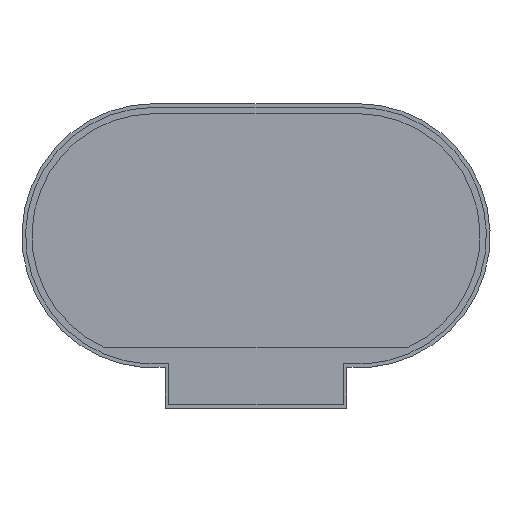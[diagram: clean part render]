
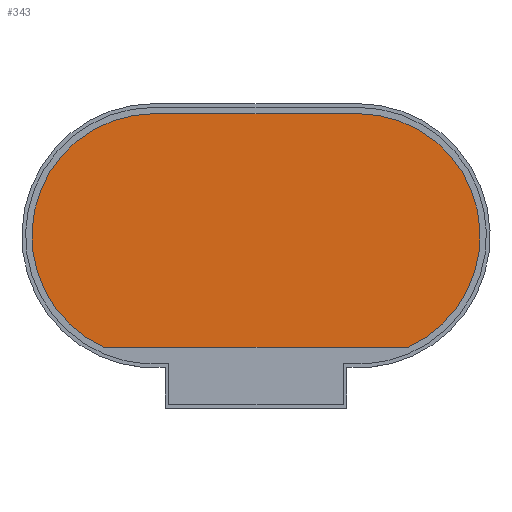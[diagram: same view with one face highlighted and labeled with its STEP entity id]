
A CAD part, top view. The second image highlights one B-rep face of the part: STEP entity #343.
In plain terms, the highlighted planar face has unit normal (0, 0, 1).
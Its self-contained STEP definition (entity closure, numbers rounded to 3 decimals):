
#18=CIRCLE('',#376,65.8);
#20=CIRCLE('',#379,65.8);
#39=FACE_OUTER_BOUND('',#59,.T.);
#59=EDGE_LOOP('',(#245,#246,#247,#248));
#79=LINE('',#515,#115);
#84=LINE('',#531,#120);
#115=VECTOR('',#411,10.);
#120=VECTOR('',#430,10.);
#151=VERTEX_POINT('',#512);
#152=VERTEX_POINT('',#514);
#154=VERTEX_POINT('',#520);
#156=VERTEX_POINT('',#526);
#183=EDGE_CURVE('',#152,#151,#79,.T.);
#187=EDGE_CURVE('',#151,#154,#18,.T.);
#189=EDGE_CURVE('',#156,#152,#20,.T.);
#192=EDGE_CURVE('',#154,#156,#84,.T.);
#245=ORIENTED_EDGE('',*,*,#192,.T.);
#246=ORIENTED_EDGE('',*,*,#189,.T.);
#247=ORIENTED_EDGE('',*,*,#183,.T.);
#248=ORIENTED_EDGE('',*,*,#187,.T.);
#327=PLANE('',#381);
#343=ADVANCED_FACE('',(#39),#327,.T.);
#376=AXIS2_PLACEMENT_3D('',#522,#418,#419);
#379=AXIS2_PLACEMENT_3D('',#527,#424,#425);
#381=AXIS2_PLACEMENT_3D('',#532,#431,#432);
#411=DIRECTION('',(-1.,0.,0.));
#418=DIRECTION('center_axis',(0.,0.,1.));
#419=DIRECTION('ref_axis',(1.,0.,0.));
#424=DIRECTION('center_axis',(0.,0.,1.));
#425=DIRECTION('ref_axis',(1.,0.,0.));
#430=DIRECTION('',(1.,0.,0.));
#431=DIRECTION('center_axis',(0.,0.,1.));
#432=DIRECTION('ref_axis',(1.,0.,0.));
#512=CARTESIAN_POINT('',(-107.948,104.146,6.));
#514=CARTESIAN_POINT('',(2.052,104.146,6.));
#515=CARTESIAN_POINT('',(-107.948,104.146,6.));
#520=CARTESIAN_POINT('',(-134.96,-21.654,6.));
#522=CARTESIAN_POINT('Origin',(-107.948,38.346,6.));
#526=CARTESIAN_POINT('',(29.064,-21.654,6.));
#527=CARTESIAN_POINT('Origin',(2.052,38.346,6.));
#531=CARTESIAN_POINT('',(-99.948,-21.654,6.));
#532=CARTESIAN_POINT('Origin',(-52.948,41.246,6.));
